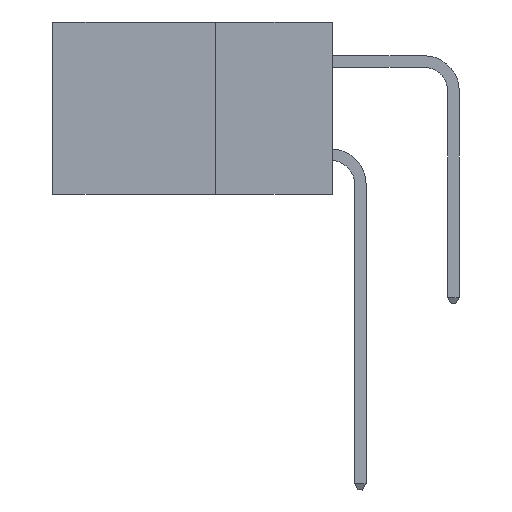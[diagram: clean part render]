
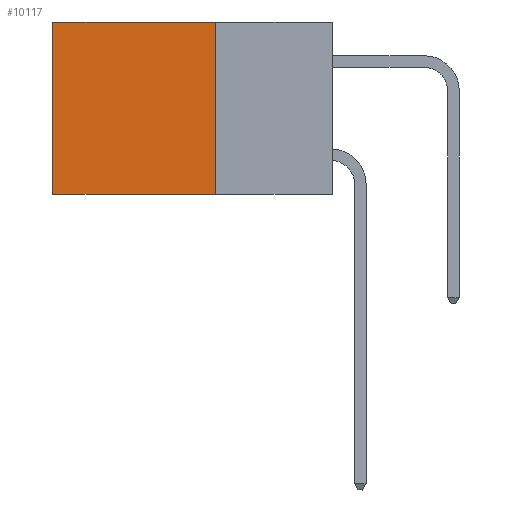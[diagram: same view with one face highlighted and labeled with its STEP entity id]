
A CAD part, left-side view. The second image highlights one B-rep face of the part: STEP entity #10117.
In plain terms, the highlighted planar face has unit normal (-1, 0, 0).
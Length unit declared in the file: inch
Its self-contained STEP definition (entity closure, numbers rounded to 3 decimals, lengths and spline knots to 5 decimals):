
#8 = AXIS2_PLACEMENT_3D ( 'NONE', #11661, #6636, #18295 ) ;
#133 = CARTESIAN_POINT ( 'NONE',  ( 0.298, 0.25, 0. ) ) ;
#1899 = EDGE_LOOP ( 'NONE', ( #2045, #12002, #17206, #8703 ) ) ;
#1940 = DIRECTION ( 'NONE',  ( 0., 1., 0. ) ) ;
#2045 = ORIENTED_EDGE ( 'NONE', *, *, #11299, .T. ) ;
#3122 = DIRECTION ( 'NONE',  ( 0., 1., 0. ) ) ;
#4221 = VERTEX_POINT ( 'NONE', #11025 ) ;
#5298 = VECTOR ( 'NONE', #15123, 39.37008 ) ;
#6357 = CARTESIAN_POINT ( 'NONE',  ( 0.298, 0.6, 0. ) ) ;
#6515 = DIRECTION ( 'NONE',  ( 0., 0., -1. ) ) ;
#6636 = DIRECTION ( 'NONE',  ( 1., 0., 0. ) ) ;
#7654 = EDGE_CURVE ( 'NONE', #13426, #9204, #9870, .T. ) ;
#8703 = ORIENTED_EDGE ( 'NONE', *, *, #20893, .T. ) ;
#9094 = VECTOR ( 'NONE', #1940, 39.37008 ) ;
#9204 = VERTEX_POINT ( 'NONE', #19335 ) ;
#9484 = FACE_OUTER_BOUND ( 'NONE', #1899, .T. ) ;
#9724 = VECTOR ( 'NONE', #3122, 39.37008 ) ;
#9870 = LINE ( 'NONE', #15214, #5298 ) ;
#10117 = ADVANCED_FACE ( 'NONE', ( #9484 ), #16684, .F. ) ;
#11025 = CARTESIAN_POINT ( 'NONE',  ( 0.298, 0.6, -0.37 ) ) ;
#11253 = VERTEX_POINT ( 'NONE', #6357 ) ;
#11281 = VECTOR ( 'NONE', #6515, 39.37008 ) ;
#11299 = EDGE_CURVE ( 'NONE', #11253, #4221, #19514, .T. ) ;
#11338 = EDGE_CURVE ( 'NONE', #9204, #4221, #14130, .T. ) ;
#11661 = CARTESIAN_POINT ( 'NONE',  ( 0.298, 0.25, 0. ) ) ;
#12002 = ORIENTED_EDGE ( 'NONE', *, *, #11338, .F. ) ;
#12927 = CARTESIAN_POINT ( 'NONE',  ( 0.298, 0.25, 0. ) ) ;
#13426 = VERTEX_POINT ( 'NONE', #12927 ) ;
#14130 = LINE ( 'NONE', #19891, #9724 ) ;
#15123 = DIRECTION ( 'NONE',  ( 0., 0., -1. ) ) ;
#15214 = CARTESIAN_POINT ( 'NONE',  ( 0.298, 0.25, 0. ) ) ;
#16561 = CARTESIAN_POINT ( 'NONE',  ( 0.298, 0.6, 0. ) ) ;
#16684 = PLANE ( 'NONE',  #8 ) ;
#17206 = ORIENTED_EDGE ( 'NONE', *, *, #7654, .F. ) ;
#18295 = DIRECTION ( 'NONE',  ( 0., 0., -1. ) ) ;
#18395 = LINE ( 'NONE', #133, #9094 ) ;
#19335 = CARTESIAN_POINT ( 'NONE',  ( 0.298, 0.25, -0.37 ) ) ;
#19514 = LINE ( 'NONE', #16561, #11281 ) ;
#19891 = CARTESIAN_POINT ( 'NONE',  ( 0.298, 0.25, -0.37 ) ) ;
#20893 = EDGE_CURVE ( 'NONE', #13426, #11253, #18395, .T. ) ;
